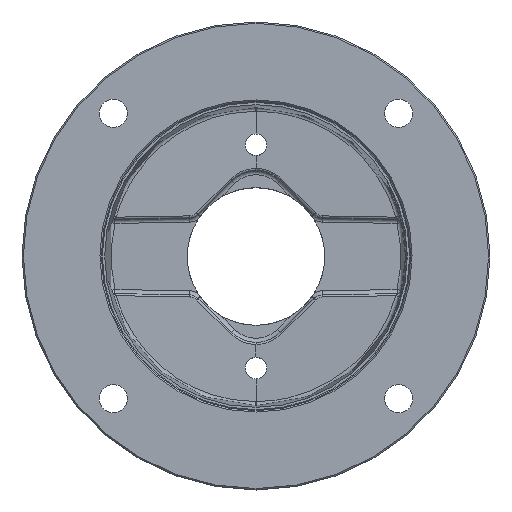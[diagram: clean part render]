
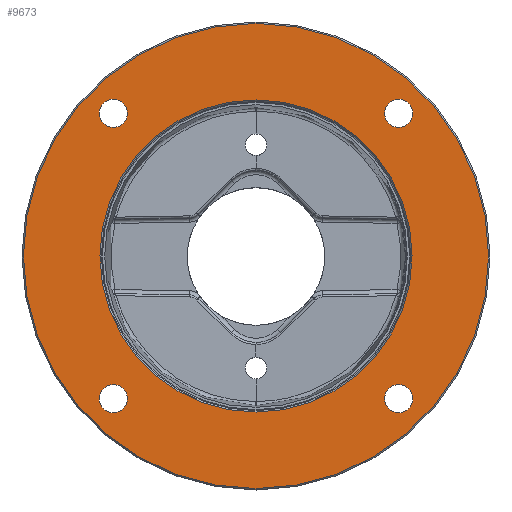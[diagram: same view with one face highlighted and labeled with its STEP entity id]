
A CAD part, top view. The second image highlights one B-rep face of the part: STEP entity #9673.
In plain terms, the highlighted planar face has unit normal (0, 0, 1).
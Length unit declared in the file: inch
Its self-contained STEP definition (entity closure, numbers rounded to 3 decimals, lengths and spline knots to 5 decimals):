
#12=CARTESIAN_POINT('',(0.,0.,-0.06));
#13=DIRECTION('',(0.,0.,1.));
#14=DIRECTION('',(0.,1.,0.));
#15=AXIS2_PLACEMENT_3D('',#12,#13,#14);
#21=CARTESIAN_POINT('',(0.,0.,-0.06));
#22=DIRECTION('',(0.,0.,-1.));
#23=DIRECTION('',(0.,1.,0.));
#24=AXIS2_PLACEMENT_3D('',#21,#22,#23);
#465=CARTESIAN_POINT('',(-2.07713,2.07713,-0.06));
#466=DIRECTION('',(0.,0.,-1.));
#467=DIRECTION('',(-0.707,0.707,0.));
#468=AXIS2_PLACEMENT_3D('',#465,#466,#467);
#470=CARTESIAN_POINT('',(-2.07713,2.07713,-0.06));
#471=DIRECTION('',(0.,0.,-1.));
#472=DIRECTION('',(0.707,-0.707,0.));
#473=AXIS2_PLACEMENT_3D('',#470,#471,#472);
#475=CARTESIAN_POINT('',(-2.07713,-2.07713,-0.06));
#476=DIRECTION('',(0.,0.,-1.));
#477=DIRECTION('',(-0.707,-0.707,0.));
#478=AXIS2_PLACEMENT_3D('',#475,#476,#477);
#480=CARTESIAN_POINT('',(-2.07713,-2.07713,-0.06));
#481=DIRECTION('',(0.,0.,-1.));
#482=DIRECTION('',(0.707,0.707,0.));
#483=AXIS2_PLACEMENT_3D('',#480,#481,#482);
#485=CARTESIAN_POINT('',(2.07713,-2.07713,-0.06));
#486=DIRECTION('',(0.,0.,-1.));
#487=DIRECTION('',(0.707,-0.707,0.));
#488=AXIS2_PLACEMENT_3D('',#485,#486,#487);
#490=CARTESIAN_POINT('',(2.07713,-2.07713,-0.06));
#491=DIRECTION('',(0.,0.,-1.));
#492=DIRECTION('',(-0.707,0.707,0.));
#493=AXIS2_PLACEMENT_3D('',#490,#491,#492);
#495=CARTESIAN_POINT('',(2.07713,2.07713,-0.06));
#496=DIRECTION('',(0.,0.,-1.));
#497=DIRECTION('',(0.707,0.707,0.));
#498=AXIS2_PLACEMENT_3D('',#495,#496,#497);
#500=CARTESIAN_POINT('',(2.07713,2.07713,-0.06));
#501=DIRECTION('',(0.,0.,-1.));
#502=DIRECTION('',(-0.707,-0.707,0.));
#503=AXIS2_PLACEMENT_3D('',#500,#501,#502);
#505=CARTESIAN_POINT('',(0.,0.,-0.06));
#506=DIRECTION('',(0.,0.,1.));
#507=DIRECTION('',(0.,1.,0.));
#508=AXIS2_PLACEMENT_3D('',#505,#506,#507);
#510=CARTESIAN_POINT('',(0.,0.,-0.06));
#511=DIRECTION('',(0.,0.,1.));
#512=DIRECTION('',(0.,-1.,0.));
#513=AXIS2_PLACEMENT_3D('',#510,#511,#512);
#8624=CARTESIAN_POINT('',(0.,3.385,-0.06));
#8625=CARTESIAN_POINT('',(0.,-3.385,-0.06));
#8626=VERTEX_POINT('',#8624);
#8627=VERTEX_POINT('',#8625);
#8652=CARTESIAN_POINT('',(-2.22208,2.22208,-0.06));
#8653=CARTESIAN_POINT('',(-1.93217,1.93217,-0.06));
#8654=VERTEX_POINT('',#8652);
#8655=VERTEX_POINT('',#8653);
#8672=CARTESIAN_POINT('',(-2.22208,-2.22208,-0.06));
#8673=CARTESIAN_POINT('',(-1.93217,-1.93217,-0.06));
#8674=VERTEX_POINT('',#8672);
#8675=VERTEX_POINT('',#8673);
#8680=CARTESIAN_POINT('',(2.22208,-2.22208,-0.06));
#8681=CARTESIAN_POINT('',(1.93217,-1.93217,-0.06));
#8682=VERTEX_POINT('',#8680);
#8683=VERTEX_POINT('',#8681);
#8688=CARTESIAN_POINT('',(2.22208,2.22208,-0.06));
#8689=CARTESIAN_POINT('',(1.93217,1.93217,-0.06));
#8690=VERTEX_POINT('',#8688);
#8691=VERTEX_POINT('',#8689);
#8712=CARTESIAN_POINT('',(0.,2.271,-0.06));
#8713=CARTESIAN_POINT('',(0.,-2.271,-0.06));
#8714=VERTEX_POINT('',#8712);
#8715=VERTEX_POINT('',#8713);
#9635=CARTESIAN_POINT('',(0.,0.,-0.06));
#9636=DIRECTION('',(0.,0.,1.));
#9637=DIRECTION('',(0.,1.,0.));
#9638=AXIS2_PLACEMENT_3D('',#9635,#9636,#9637);
#9639=PLANE('',#9638);
#9640=ORIENTED_EDGE('',*,*,#8827,.T.);
#9641=ORIENTED_EDGE('',*,*,#8812,.F.);
#9642=EDGE_LOOP('',(#9640,#9641));
#9643=FACE_OUTER_BOUND('',#9642,.F.);
#9645=ORIENTED_EDGE('',*,*,#9644,.F.);
#9647=ORIENTED_EDGE('',*,*,#9646,.F.);
#9648=EDGE_LOOP('',(#9645,#9647));
#9649=FACE_BOUND('',#9648,.F.);
#9651=ORIENTED_EDGE('',*,*,#9650,.F.);
#9653=ORIENTED_EDGE('',*,*,#9652,.F.);
#9654=EDGE_LOOP('',(#9651,#9653));
#9655=FACE_BOUND('',#9654,.F.);
#9657=ORIENTED_EDGE('',*,*,#9656,.F.);
#9659=ORIENTED_EDGE('',*,*,#9658,.F.);
#9660=EDGE_LOOP('',(#9657,#9659));
#9661=FACE_BOUND('',#9660,.F.);
#9663=ORIENTED_EDGE('',*,*,#9662,.F.);
#9665=ORIENTED_EDGE('',*,*,#9664,.F.);
#9666=EDGE_LOOP('',(#9663,#9665));
#9667=FACE_BOUND('',#9666,.F.);
#9669=ORIENTED_EDGE('',*,*,#9668,.T.);
#9670=ORIENTED_EDGE('',*,*,#9625,.T.);
#9671=EDGE_LOOP('',(#9669,#9670));
#9672=FACE_BOUND('',#9671,.F.);
#9673=ADVANCED_FACE('',(#9643,#9649,#9655,#9661,#9667,#9672),#9639,.T.);
#16=CIRCLE('',#15,3.385);
#25=CIRCLE('',#24,3.385);
#469=CIRCLE('',#468,0.205);
#474=CIRCLE('',#473,0.205);
#479=CIRCLE('',#478,0.205);
#484=CIRCLE('',#483,0.205);
#489=CIRCLE('',#488,0.205);
#494=CIRCLE('',#493,0.205);
#499=CIRCLE('',#498,0.205);
#504=CIRCLE('',#503,0.205);
#509=CIRCLE('',#508,2.271);
#514=CIRCLE('',#513,2.271);
#8812=EDGE_CURVE('',#8626,#8627,#16,.T.);
#8827=EDGE_CURVE('',#8626,#8627,#25,.T.);
#9625=EDGE_CURVE('',#8715,#8714,#514,.T.);
#9644=EDGE_CURVE('',#8654,#8655,#469,.T.);
#9646=EDGE_CURVE('',#8655,#8654,#474,.T.);
#9650=EDGE_CURVE('',#8674,#8675,#479,.T.);
#9652=EDGE_CURVE('',#8675,#8674,#484,.T.);
#9656=EDGE_CURVE('',#8682,#8683,#489,.T.);
#9658=EDGE_CURVE('',#8683,#8682,#494,.T.);
#9662=EDGE_CURVE('',#8690,#8691,#499,.T.);
#9664=EDGE_CURVE('',#8691,#8690,#504,.T.);
#9668=EDGE_CURVE('',#8714,#8715,#509,.T.);
